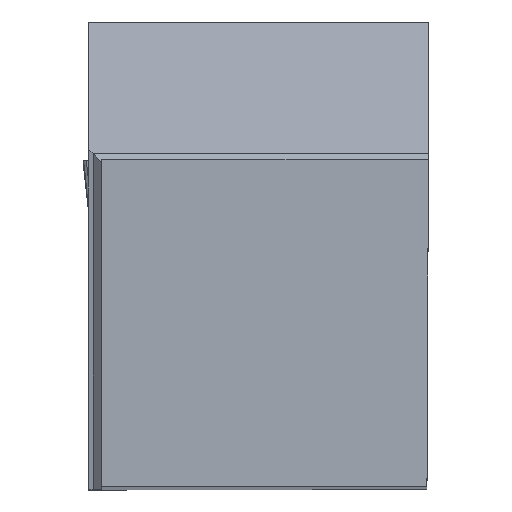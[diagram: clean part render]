
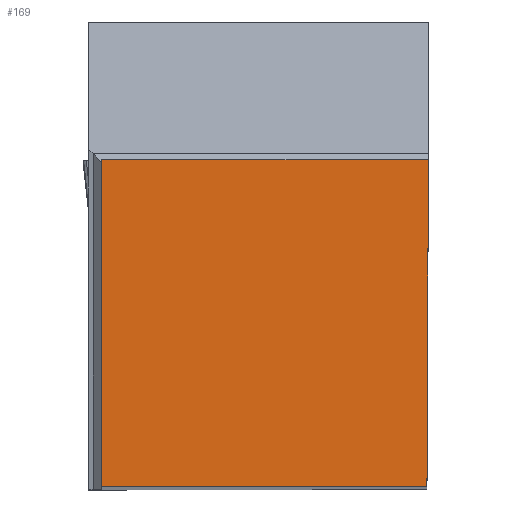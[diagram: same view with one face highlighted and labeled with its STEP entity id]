
A CAD part, top view. The second image highlights one B-rep face of the part: STEP entity #169.
In plain terms, the highlighted planar face has unit normal (0, 0, 1).
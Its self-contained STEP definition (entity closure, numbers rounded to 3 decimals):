
#169=ADVANCED_FACE('BLANK_BOXF006',(#268),#214,.F.);
#214=PLANE('',#1248);
#268=FACE_OUTER_BOUND('',#322,.T.);
#322=EDGE_LOOP('',(#567,#568,#569,#570));
#567=ORIENTED_EDGE('',*,*,#865,.F.);
#568=ORIENTED_EDGE('',*,*,#851,.F.);
#569=ORIENTED_EDGE('',*,*,#864,.F.);
#570=ORIENTED_EDGE('',*,*,#866,.F.);
#719=VERTEX_POINT('',#1949);
#720=VERTEX_POINT('',#1951);
#728=VERTEX_POINT('',#1974);
#729=VERTEX_POINT('',#1978);
#851=EDGE_CURVE('',#719,#720,#975,.T.);
#864=EDGE_CURVE('',#728,#719,#988,.T.);
#865=EDGE_CURVE('',#720,#729,#989,.T.);
#866=EDGE_CURVE('',#729,#728,#990,.T.);
#975=LINE('',#1950,#1103);
#988=LINE('',#1975,#1116);
#989=LINE('',#1977,#1117);
#990=LINE('',#1979,#1118);
#1103=VECTOR('',#1470,1.);
#1116=VECTOR('',#1489,1.);
#1117=VECTOR('',#1492,1.);
#1118=VECTOR('',#1493,1.);
#1248=AXIS2_PLACEMENT_3D('',#1980,#1494,#1495);
#1470=DIRECTION('',(-1.,0.,0.));
#1489=DIRECTION('',(-0.004,-1.,0.));
#1492=DIRECTION('',(0.,1.,0.));
#1493=DIRECTION('',(1.,0.,0.));
#1494=DIRECTION('',(0.,0.,-1.));
#1495=DIRECTION('',(0.,-1.,0.));
#1949=CARTESIAN_POINT('',(-0.087,0.,0.));
#1950=CARTESIAN_POINT('',(125.55,0.,0.));
#1951=CARTESIAN_POINT('',(-19.875,0.,0.));
#1974=CARTESIAN_POINT('',(0.,19.875,0.));
#1975=CARTESIAN_POINT('',(0.461,125.549,0.));
#1977=CARTESIAN_POINT('',(-19.875,-125.55,0.));
#1978=CARTESIAN_POINT('',(-19.875,19.875,0.));
#1979=CARTESIAN_POINT('',(-125.55,19.875,0.));
#1980=CARTESIAN_POINT('',(-20.675,-5.,0.));
